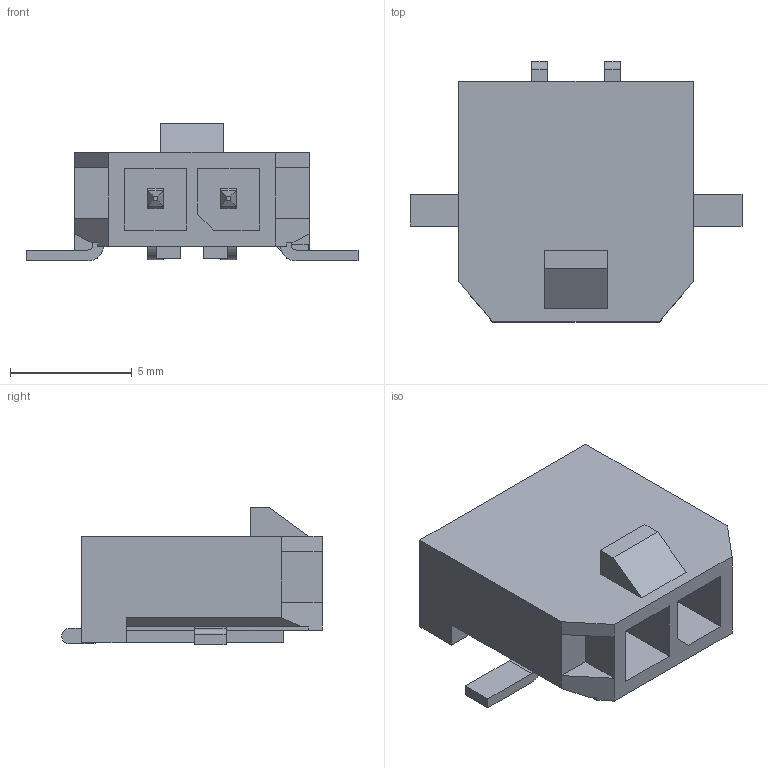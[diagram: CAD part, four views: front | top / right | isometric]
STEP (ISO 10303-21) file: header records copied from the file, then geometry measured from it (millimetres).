
FILE_DESCRIPTION(/* description */ (''),/* implementation_level */ '2;1');
FILE_NAME(/* name */ '436500214wbm000_01_214.stp',/* time_stamp */ '2022-06-14T09:46:06+05:00',/* author */ (''),/* organization */ (''),/* preprocessor_version */ 'ST-DEVELOPER v16.7',/* originating_system */ 'SIEMENS PLM Software NX 1919',/* authorisation */ '');
FILE_SCHEMA (('AUTOMOTIVE_DESIGN { 1 0 10303 214 3 1 1 1 }'));
Length unit declared in the file: millimetre
Products named in the file (1): 436500214wbm000_01
Bounding box: 13.65 x 10.7 x 5.67 mm (x, y, z)
Volume: 289.3 mm3; surface area: 545.7 mm2
Topology: 1 solids, 1 shells, 118 faces, 311 edges, 202 vertices
Faces by surface type: plane 104, cylinder 14
Entity records: 3599 total; most frequent: CARTESIAN_POINT 632, ORIENTED_EDGE 622, DIRECTION 577, EDGE_CURVE 311, LINE 283, VECTOR 283, VERTEX_POINT 202, AXIS2_PLACEMENT_3D 147
